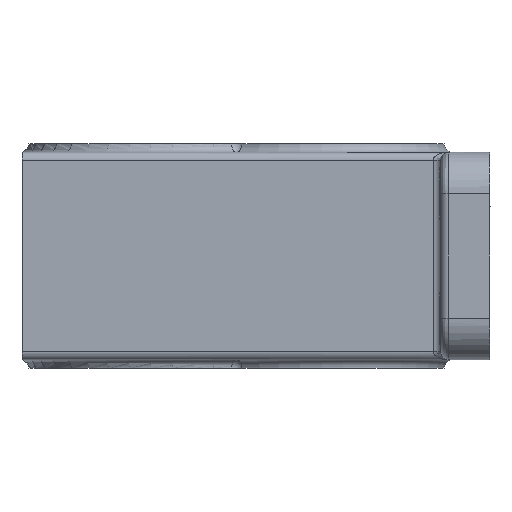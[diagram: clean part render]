
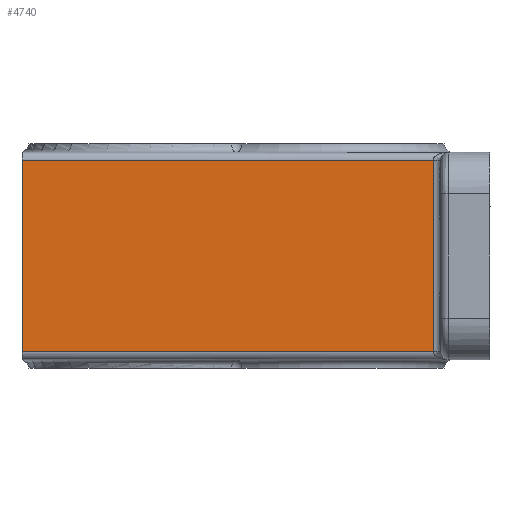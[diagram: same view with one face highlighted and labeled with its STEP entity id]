
A CAD part, left-side view. The second image highlights one B-rep face of the part: STEP entity #4740.
In plain terms, the highlighted planar face has unit normal (1, 0, 0).
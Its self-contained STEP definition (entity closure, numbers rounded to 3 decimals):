
#238=PLANE('',#5719);
#756=FACE_OUTER_BOUND('',#995,.T.);
#995=EDGE_LOOP('',(#4499,#4500,#4501,#4502));
#1693=LINE('',#13856,#2031);
#1694=LINE('',#13858,#2032);
#1695=LINE('',#13860,#2033);
#1696=LINE('',#13861,#2034);
#2031=VECTOR('',#7183,98.969);
#2032=VECTOR('',#7184,46.);
#2033=VECTOR('',#7185,98.969);
#2034=VECTOR('',#7186,46.);
#2839=VERTEX_POINT('',#13854);
#2840=VERTEX_POINT('',#13855);
#2841=VERTEX_POINT('',#13857);
#2842=VERTEX_POINT('',#13859);
#3669=EDGE_CURVE('',#2839,#2840,#1693,.T.);
#3670=EDGE_CURVE('',#2840,#2841,#1694,.T.);
#3671=EDGE_CURVE('',#2841,#2842,#1695,.T.);
#3672=EDGE_CURVE('',#2842,#2839,#1696,.T.);
#4499=ORIENTED_EDGE('',*,*,#3669,.T.);
#4500=ORIENTED_EDGE('',*,*,#3670,.T.);
#4501=ORIENTED_EDGE('',*,*,#3671,.T.);
#4502=ORIENTED_EDGE('',*,*,#3672,.T.);
#4740=ADVANCED_FACE('',(#756),#238,.T.);
#5719=AXIS2_PLACEMENT_3D('',#13853,#7181,#7182);
#7181=DIRECTION('center_axis',(1.,0.,0.));
#7182=DIRECTION('ref_axis',(0.,0.,-1.));
#7183=DIRECTION('',(0.,1.,0.));
#7184=DIRECTION('',(0.,0.,1.));
#7185=DIRECTION('',(0.,-1.,0.));
#7186=DIRECTION('',(0.,0.,-1.));
#13853=CARTESIAN_POINT('Origin',(-42.5,0.,0.));
#13854=CARTESIAN_POINT('',(-42.5,-27.316,-23.));
#13855=CARTESIAN_POINT('',(-42.5,71.653,-23.));
#13856=CARTESIAN_POINT('',(-42.5,-27.316,-23.));
#13857=CARTESIAN_POINT('',(-42.5,71.653,23.));
#13858=CARTESIAN_POINT('',(-42.5,71.653,-23.));
#13859=CARTESIAN_POINT('',(-42.5,-27.316,23.));
#13860=CARTESIAN_POINT('',(-42.5,71.653,23.));
#13861=CARTESIAN_POINT('',(-42.5,-27.316,23.));
